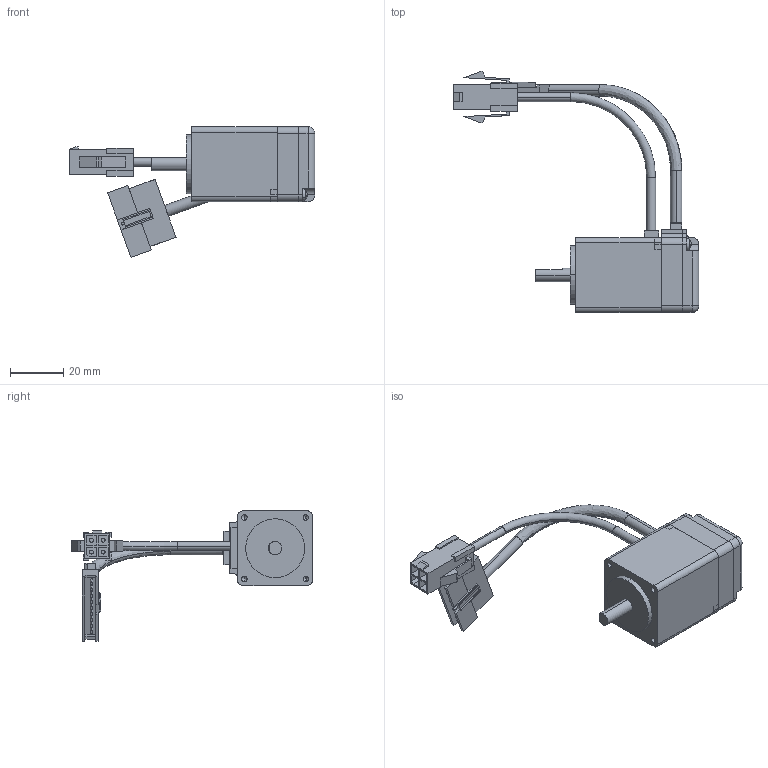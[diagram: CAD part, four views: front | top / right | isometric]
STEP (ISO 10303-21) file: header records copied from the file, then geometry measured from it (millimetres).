
FILE_DESCRIPTION (( 'STEP AP203' ), '1' );
FILE_NAME ('130809 SM-28S.STEP', '2013-08-09T06:35:06', ( '' ), ( '' ), 'SwSTEP 2.0', 'SolidWorks 2012', '' );
FILE_SCHEMA (( 'CONFIG_CONTROL_DESIGN' ));
Length unit declared in the file: millimetre
Products named in the file (9): 130809 SM-28S; round cross head screw_ks_KS 1023 RC - M2.5 x 12-N; 20阿 浚内歹 纳捞喉急_钎霖; 20陝 賅攪瞪錳摹_ル遽; 130115 28mm ENCODER COVER_ル遽; 葆斜啻す 縛囀渦_ル遽; 20陝 PCB_ル遽; 130115 28mm ENCODER BASE_ル遽; 28S_28H32H-0674B_湀_
Assembly tree (9 placements, depth 2):
  130809 SM-28S
    28S_28H32H-0674B_湀_
    130115 28mm ENCODER BASE_ル遽
    20陝 PCB_ル遽
    葆斜啻す 縛囀渦_ル遽
    130115 28mm ENCODER COVER_ル遽
    20陝 賅攪瞪錳摹_ル遽
    20阿 浚内歹 纳捞喉急_钎霖
    round cross head screw_ks_KS 1023 RC - M2.5 x 12-N  x2
Bounding box: 91.78 x 90.11 x 48.79 mm (x, y, z)
Volume: 37675.3 mm3; surface area: 20729.8 mm2
Topology: 9 solids, 9 shells, 539 faces, 1359 edges, 861 vertices
Faces by surface type: plane 304, cylinder 152, cone 54, sphere 12, torus 12, bspline 5
Entity records: 16265 total; most frequent: CARTESIAN_POINT 2861, DIRECTION 2666, ORIENTED_EDGE 2522, EDGE_CURVE 1261, AXIS2_PLACEMENT_3D 910, VECTOR 846, LINE 846, VERTEX_POINT 812
